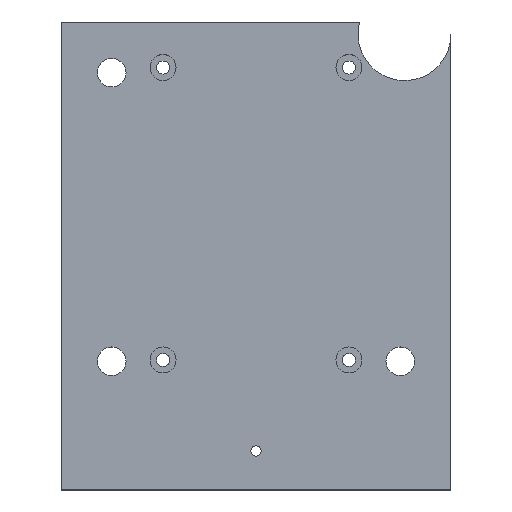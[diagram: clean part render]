
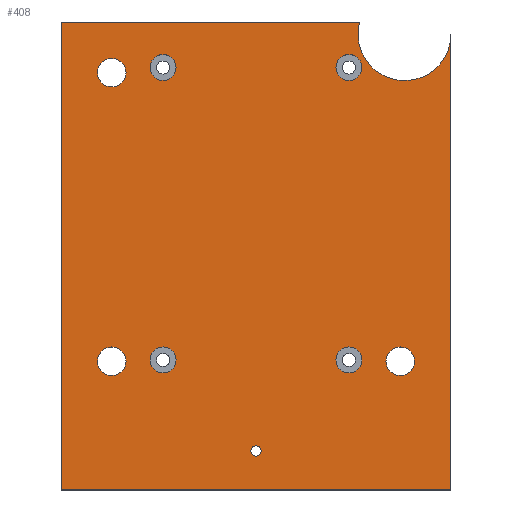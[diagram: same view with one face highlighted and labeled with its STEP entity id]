
A CAD part, top view. The second image highlights one B-rep face of the part: STEP entity #408.
In plain terms, the highlighted planar face has unit normal (0, 0, 1).
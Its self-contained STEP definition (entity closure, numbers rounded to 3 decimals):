
#27=LINE('',#678,#52);
#31=LINE('',#686,#56);
#34=LINE('',#692,#59);
#38=LINE('',#703,#63);
#52=VECTOR('',#569,10.);
#56=VECTOR('',#575,10.);
#59=VECTOR('',#580,10.);
#63=VECTOR('',#592,10.);
#82=FACE_BOUND('',#147,.T.);
#83=FACE_BOUND('',#148,.T.);
#84=FACE_BOUND('',#149,.T.);
#85=FACE_BOUND('',#150,.T.);
#86=FACE_BOUND('',#151,.T.);
#87=FACE_BOUND('',#152,.T.);
#88=FACE_BOUND('',#153,.T.);
#89=FACE_BOUND('',#154,.T.);
#119=FACE_OUTER_BOUND('',#146,.T.);
#146=EDGE_LOOP('',(#351,#352,#353,#354,#355));
#147=EDGE_LOOP('',(#356));
#148=EDGE_LOOP('',(#357));
#149=EDGE_LOOP('',(#358));
#150=EDGE_LOOP('',(#359));
#151=EDGE_LOOP('',(#360));
#152=EDGE_LOOP('',(#361));
#153=EDGE_LOOP('',(#362));
#154=EDGE_LOOP('',(#363));
#166=CIRCLE('',#428,5.);
#170=CIRCLE('',#435,5.);
#174=CIRCLE('',#442,5.);
#178=CIRCLE('',#449,5.);
#181=CIRCLE('',#454,5.5);
#183=CIRCLE('',#457,5.5);
#185=CIRCLE('',#460,5.5);
#187=CIRCLE('',#463,2.);
#188=CIRCLE('',#468,17.892);
#192=VERTEX_POINT('',#605);
#196=VERTEX_POINT('',#618);
#200=VERTEX_POINT('',#631);
#204=VERTEX_POINT('',#644);
#207=VERTEX_POINT('',#654);
#209=VERTEX_POINT('',#660);
#211=VERTEX_POINT('',#666);
#213=VERTEX_POINT('',#672);
#214=VERTEX_POINT('',#676);
#215=VERTEX_POINT('',#677);
#218=VERTEX_POINT('',#685);
#220=VERTEX_POINT('',#691);
#222=VERTEX_POINT('',#697);
#226=EDGE_CURVE('',#192,#192,#166,.T.);
#232=EDGE_CURVE('',#196,#196,#170,.T.);
#238=EDGE_CURVE('',#200,#200,#174,.T.);
#244=EDGE_CURVE('',#204,#204,#178,.T.);
#250=EDGE_CURVE('',#207,#207,#181,.T.);
#253=EDGE_CURVE('',#209,#209,#183,.T.);
#256=EDGE_CURVE('',#211,#211,#185,.T.);
#259=EDGE_CURVE('',#213,#213,#187,.T.);
#260=EDGE_CURVE('',#214,#215,#27,.T.);
#264=EDGE_CURVE('',#218,#214,#31,.T.);
#267=EDGE_CURVE('',#220,#218,#34,.T.);
#270=EDGE_CURVE('',#222,#220,#188,.T.);
#273=EDGE_CURVE('',#215,#222,#38,.T.);
#351=ORIENTED_EDGE('',*,*,#273,.F.);
#352=ORIENTED_EDGE('',*,*,#260,.F.);
#353=ORIENTED_EDGE('',*,*,#264,.F.);
#354=ORIENTED_EDGE('',*,*,#267,.F.);
#355=ORIENTED_EDGE('',*,*,#270,.F.);
#356=ORIENTED_EDGE('',*,*,#226,.T.);
#357=ORIENTED_EDGE('',*,*,#232,.T.);
#358=ORIENTED_EDGE('',*,*,#238,.T.);
#359=ORIENTED_EDGE('',*,*,#244,.T.);
#360=ORIENTED_EDGE('',*,*,#259,.T.);
#361=ORIENTED_EDGE('',*,*,#256,.T.);
#362=ORIENTED_EDGE('',*,*,#253,.T.);
#363=ORIENTED_EDGE('',*,*,#250,.T.);
#385=PLANE('',#471);
#408=ADVANCED_FACE('',(#119,#82,#83,#84,#85,#86,#87,#88,#89),#385,.T.);
#428=AXIS2_PLACEMENT_3D('',#606,#483,#484);
#435=AXIS2_PLACEMENT_3D('',#619,#499,#500);
#442=AXIS2_PLACEMENT_3D('',#632,#515,#516);
#449=AXIS2_PLACEMENT_3D('',#645,#531,#532);
#454=AXIS2_PLACEMENT_3D('',#656,#544,#545);
#457=AXIS2_PLACEMENT_3D('',#662,#551,#552);
#460=AXIS2_PLACEMENT_3D('',#668,#558,#559);
#463=AXIS2_PLACEMENT_3D('',#674,#565,#566);
#468=AXIS2_PLACEMENT_3D('',#698,#585,#586);
#471=AXIS2_PLACEMENT_3D('',#705,#594,#595);
#483=DIRECTION('center_axis',(0.,0.,-1.));
#484=DIRECTION('ref_axis',(1.,0.,0.));
#499=DIRECTION('center_axis',(0.,0.,-1.));
#500=DIRECTION('ref_axis',(1.,0.,0.));
#515=DIRECTION('center_axis',(0.,0.,-1.));
#516=DIRECTION('ref_axis',(1.,0.,0.));
#531=DIRECTION('center_axis',(0.,0.,-1.));
#532=DIRECTION('ref_axis',(1.,0.,0.));
#544=DIRECTION('center_axis',(0.,0.,-1.));
#545=DIRECTION('ref_axis',(1.,0.,0.));
#551=DIRECTION('center_axis',(0.,0.,-1.));
#552=DIRECTION('ref_axis',(1.,0.,0.));
#558=DIRECTION('center_axis',(0.,0.,-1.));
#559=DIRECTION('ref_axis',(1.,0.,0.));
#565=DIRECTION('center_axis',(0.,0.,-1.));
#566=DIRECTION('ref_axis',(1.,0.,0.));
#569=DIRECTION('',(0.,1.,0.));
#575=DIRECTION('',(-1.,0.,0.));
#580=DIRECTION('',(0.,-1.,0.));
#585=DIRECTION('center_axis',(0.,0.,1.));
#586=DIRECTION('ref_axis',(-0.966,0.26,0.));
#592=DIRECTION('',(1.,0.,0.));
#594=DIRECTION('center_axis',(0.,0.,1.));
#595=DIRECTION('ref_axis',(1.,0.,0.));
#605=CARTESIAN_POINT('',(34.25,-130.,0.));
#606=CARTESIAN_POINT('Origin',(39.25,-130.,0.));
#618=CARTESIAN_POINT('',(105.75,-17.5,0.));
#619=CARTESIAN_POINT('Origin',(110.75,-17.5,0.));
#631=CARTESIAN_POINT('',(34.25,-17.5,0.));
#632=CARTESIAN_POINT('Origin',(39.25,-17.5,0.));
#644=CARTESIAN_POINT('',(105.75,-130.,0.));
#645=CARTESIAN_POINT('Origin',(110.75,-130.,0.));
#654=CARTESIAN_POINT('',(14.,-19.5,0.));
#656=CARTESIAN_POINT('Origin',(19.5,-19.5,0.));
#660=CARTESIAN_POINT('',(14.,-130.5,0.));
#662=CARTESIAN_POINT('Origin',(19.5,-130.5,0.));
#666=CARTESIAN_POINT('',(125.,-130.5,0.));
#668=CARTESIAN_POINT('Origin',(130.5,-130.5,0.));
#672=CARTESIAN_POINT('',(73.,-165.,0.));
#674=CARTESIAN_POINT('Origin',(75.,-165.,0.));
#676=CARTESIAN_POINT('',(0.,-180.,0.));
#677=CARTESIAN_POINT('',(0.,0.,0.));
#678=CARTESIAN_POINT('',(0.,-150.,0.));
#685=CARTESIAN_POINT('',(150.,-180.,0.));
#686=CARTESIAN_POINT('',(150.,-180.,0.));
#691=CARTESIAN_POINT('',(150.,-4.985,0.));
#692=CARTESIAN_POINT('',(150.,-150.,0.));
#697=CARTESIAN_POINT('',(114.836,0.,0.));
#698=CARTESIAN_POINT('Origin',(132.111,-4.658,0.));
#703=CARTESIAN_POINT('',(0.,0.,0.));
#705=CARTESIAN_POINT('Origin',(75.,-90.,0.));
